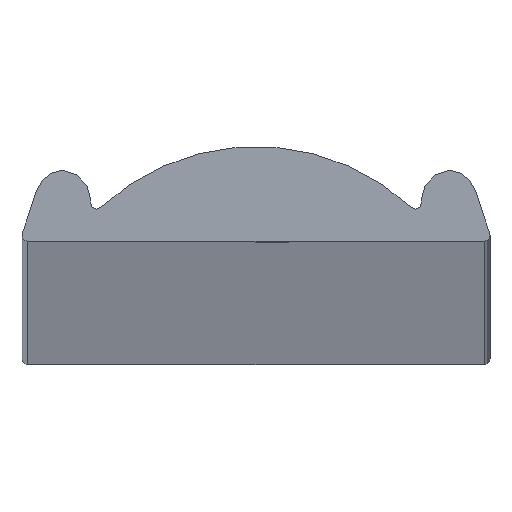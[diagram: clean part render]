
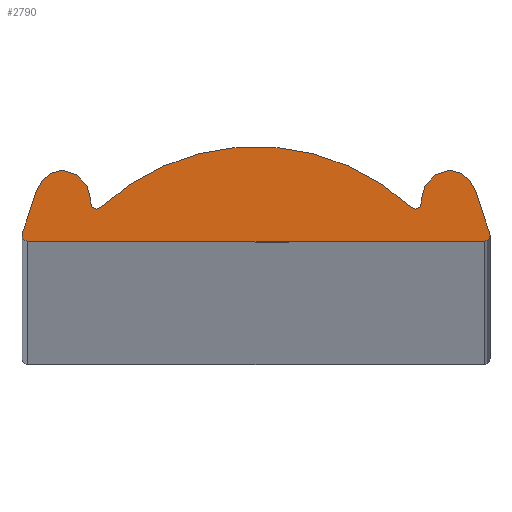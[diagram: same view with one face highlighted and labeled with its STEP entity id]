
A CAD part, top view. The second image highlights one B-rep face of the part: STEP entity #2790.
In plain terms, the highlighted planar face has unit normal (0, 0, 1).
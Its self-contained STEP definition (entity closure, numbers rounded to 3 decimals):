
#23 = EDGE_CURVE ( 'NONE', #5812, #6538, #2831, .T. ) ;
#33 = CARTESIAN_POINT ( 'NONE',  ( -9.89, 0.329, 0. ) ) ;
#65 = CARTESIAN_POINT ( 'NONE',  ( -9.903, 0.25, 0. ) ) ;
#160 = VERTEX_POINT ( 'NONE', #3780 ) ;
#171 = DIRECTION ( 'NONE',  ( -1., 0., 0. ) ) ;
#241 = LINE ( 'NONE', #9253, #2095 ) ;
#251 = CARTESIAN_POINT ( 'NONE',  ( 9.653, 0., 0. ) ) ;
#319 = CARTESIAN_POINT ( 'NONE',  ( -7., 1.598, 0. ) ) ;
#360 = ORIENTED_EDGE ( 'NONE', *, *, #7566, .T. ) ;
#472 = DIRECTION ( 'NONE',  ( 0., 0., 1. ) ) ;
#493 = CARTESIAN_POINT ( 'NONE',  ( 7., 1.75, 0. ) ) ;
#496 = VERTEX_POINT ( 'NONE', #8001 ) ;
#799 = CARTESIAN_POINT ( 'NONE',  ( -8.099, 1.75, 0. ) ) ;
#884 = DIRECTION ( 'NONE',  ( 0., 0., 1. ) ) ;
#949 = CIRCLE ( 'NONE', #9632, 0.25 ) ;
#1032 = ORIENTED_EDGE ( 'NONE', *, *, #4858, .F. ) ;
#1128 = VERTEX_POINT ( 'NONE', #9437 ) ;
#1279 = VECTOR ( 'NONE', #2577, 1000. ) ;
#1353 = CIRCLE ( 'NONE', #2633, 1.25 ) ;
#1407 = CARTESIAN_POINT ( 'NONE',  ( -8.25, 1.75, 0. ) ) ;
#1499 = VERTEX_POINT ( 'NONE', #3530 ) ;
#1503 = CARTESIAN_POINT ( 'NONE',  ( 9.653, 0.25, 0. ) ) ;
#1596 = DIRECTION ( 'NONE',  ( -1., 0., 0. ) ) ;
#1681 = EDGE_CURVE ( 'NONE', #2663, #10078, #6097, .T. ) ;
#1724 = CIRCLE ( 'NONE', #7832, 0.25 ) ;
#1860 = EDGE_LOOP ( 'NONE', ( #9531, #4343, #9843, #5145, #8110, #9737, #5740, #5960, #360, #2245, #7089, #6453, #4014, #1032, #7971, #3386 ) ) ;
#1923 = DIRECTION ( 'NONE',  ( 0., 0., -1. ) ) ;
#1952 = VERTEX_POINT ( 'NONE', #251 ) ;
#1985 = CARTESIAN_POINT ( 'NONE',  ( 6.75, 1.598, 0. ) ) ;
#2095 = VECTOR ( 'NONE', #5385, 1000. ) ;
#2123 = EDGE_CURVE ( 'NONE', #5637, #9074, #9650, .T. ) ;
#2190 = AXIS2_PLACEMENT_3D ( 'NONE', #6571, #1923, #7333 ) ;
#2204 = DIRECTION ( 'NONE',  ( -1., 0., 0. ) ) ;
#2245 = ORIENTED_EDGE ( 'NONE', *, *, #9511, .T. ) ;
#2290 = DIRECTION ( 'NONE',  ( -1., 0., 0. ) ) ;
#2577 = DIRECTION ( 'NONE',  ( 1., 0., 0. ) ) ;
#2633 = AXIS2_PLACEMENT_3D ( 'NONE', #1407, #6834, #2204 ) ;
#2663 = VERTEX_POINT ( 'NONE', #493 ) ;
#2720 = EDGE_CURVE ( 'NONE', #496, #1952, #3335, .T. ) ;
#2742 = PLANE ( 'NONE',  #6625 ) ;
#2763 = DIRECTION ( 'NONE',  ( -1., 0., 0. ) ) ;
#2780 = AXIS2_PLACEMENT_3D ( 'NONE', #1985, #7389, #2763 ) ;
#2790 = ADVANCED_FACE ( 'NONE', ( #8803 ), #2742, .F. ) ;
#2831 = LINE ( 'NONE', #7427, #6704 ) ;
#3054 = CARTESIAN_POINT ( 'NONE',  ( -6.58, 1.415, 0. ) ) ;
#3146 = DIRECTION ( 'NONE',  ( 0., 0., 1. ) ) ;
#3187 = CARTESIAN_POINT ( 'NONE',  ( 7., 1.598, 0. ) ) ;
#3252 = DIRECTION ( 'NONE',  ( 0., 0., 1. ) ) ;
#3307 = AXIS2_PLACEMENT_3D ( 'NONE', #7788, #3146, #8586 ) ;
#3335 = LINE ( 'NONE', #7979, #1279 ) ;
#3386 = ORIENTED_EDGE ( 'NONE', *, *, #23, .F. ) ;
#3388 = EDGE_CURVE ( 'NONE', #1499, #2663, #4311, .T. ) ;
#3505 = DIRECTION ( 'NONE',  ( 0., 0., -1. ) ) ;
#3530 = CARTESIAN_POINT ( 'NONE',  ( 8.175, 2.998, 0. ) ) ;
#3571 = DIRECTION ( 'NONE',  ( 0., -1., 0. ) ) ;
#3780 = CARTESIAN_POINT ( 'NONE',  ( 9.89, 0.329, 0. ) ) ;
#3784 = CARTESIAN_POINT ( 'NONE',  ( 0., -5.667, 0. ) ) ;
#3986 = LINE ( 'NONE', #9047, #8096 ) ;
#3990 = CIRCLE ( 'NONE', #6013, 1.25 ) ;
#4014 = ORIENTED_EDGE ( 'NONE', *, *, #5818, .T. ) ;
#4181 = CARTESIAN_POINT ( 'NONE',  ( 6.58, 1.415, 0. ) ) ;
#4191 = AXIS2_PLACEMENT_3D ( 'NONE', #3784, #9208, #4566 ) ;
#4311 = CIRCLE ( 'NONE', #3307, 1.25 ) ;
#4343 = ORIENTED_EDGE ( 'NONE', *, *, #7687, .T. ) ;
#4396 = EDGE_CURVE ( 'NONE', #5637, #1128, #241, .T. ) ;
#4509 = CIRCLE ( 'NONE', #4191, 9.667 ) ;
#4566 = DIRECTION ( 'NONE',  ( -1., 0., 0. ) ) ;
#4780 = EDGE_CURVE ( 'NONE', #5812, #8915, #1353, .T. ) ;
#4833 = DIRECTION ( 'NONE',  ( 0., 0., 1. ) ) ;
#4858 = EDGE_CURVE ( 'NONE', #6663, #9223, #4509, .T. ) ;
#4979 = AXIS2_PLACEMENT_3D ( 'NONE', #9475, #4833, #171 ) ;
#5032 = EDGE_CURVE ( 'NONE', #8193, #160, #1724, .T. ) ;
#5130 = CARTESIAN_POINT ( 'NONE',  ( 8.099, 1.75, 0. ) ) ;
#5145 = ORIENTED_EDGE ( 'NONE', *, *, #2123, .T. ) ;
#5385 = DIRECTION ( 'NONE',  ( 0.316, 0.949, 0. ) ) ;
#5403 = CARTESIAN_POINT ( 'NONE',  ( 7., 3., 0. ) ) ;
#5538 = CARTESIAN_POINT ( 'NONE',  ( -9.653, 0.25, 0. ) ) ;
#5566 = CIRCLE ( 'NONE', #9693, 1.25 ) ;
#5637 = VERTEX_POINT ( 'NONE', #33 ) ;
#5740 = ORIENTED_EDGE ( 'NONE', *, *, #9719, .T. ) ;
#5812 = VERTEX_POINT ( 'NONE', #8140 ) ;
#5818 = EDGE_CURVE ( 'NONE', #10078, #9223, #6317, .T. ) ;
#5912 = DIRECTION ( 'NONE',  ( -1., 0., 0. ) ) ;
#5960 = ORIENTED_EDGE ( 'NONE', *, *, #5032, .T. ) ;
#6013 = AXIS2_PLACEMENT_3D ( 'NONE', #5130, #472, #5912 ) ;
#6097 = LINE ( 'NONE', #5403, #9971 ) ;
#6186 = DIRECTION ( 'NONE',  ( 0., -1., 0. ) ) ;
#6246 = DIRECTION ( 'NONE',  ( 0., 0., 1. ) ) ;
#6301 = AXIS2_PLACEMENT_3D ( 'NONE', #5538, #884, #6316 ) ;
#6316 = DIRECTION ( 'NONE',  ( -1., 0., 0. ) ) ;
#6317 = CIRCLE ( 'NONE', #2780, 0.25 ) ;
#6370 = VERTEX_POINT ( 'NONE', #9823 ) ;
#6453 = ORIENTED_EDGE ( 'NONE', *, *, #1681, .T. ) ;
#6538 = VERTEX_POINT ( 'NONE', #319 ) ;
#6571 = CARTESIAN_POINT ( 'NONE',  ( -6.75, 1.598, 0. ) ) ;
#6625 = AXIS2_PLACEMENT_3D ( 'NONE', #7365, #3505, #8941 ) ;
#6653 = CIRCLE ( 'NONE', #2190, 0.25 ) ;
#6663 = VERTEX_POINT ( 'NONE', #3054 ) ;
#6704 = VECTOR ( 'NONE', #3571, 1000. ) ;
#6732 = CARTESIAN_POINT ( 'NONE',  ( -8.175, 2.998, 0. ) ) ;
#6834 = DIRECTION ( 'NONE',  ( 0., 0., 1. ) ) ;
#6912 = DIRECTION ( 'NONE',  ( 0., 0., 1. ) ) ;
#7089 = ORIENTED_EDGE ( 'NONE', *, *, #3388, .T. ) ;
#7301 = EDGE_CURVE ( 'NONE', #9074, #496, #7977, .T. ) ;
#7333 = DIRECTION ( 'NONE',  ( -1., 0., 0. ) ) ;
#7365 = CARTESIAN_POINT ( 'NONE',  ( 0., -5.667, 0. ) ) ;
#7389 = DIRECTION ( 'NONE',  ( 0., 0., -1. ) ) ;
#7427 = CARTESIAN_POINT ( 'NONE',  ( -7., 3., 0. ) ) ;
#7566 = EDGE_CURVE ( 'NONE', #160, #6370, #3986, .T. ) ;
#7687 = EDGE_CURVE ( 'NONE', #8915, #1128, #5566, .T. ) ;
#7788 = CARTESIAN_POINT ( 'NONE',  ( 8.25, 1.75, 0. ) ) ;
#7832 = AXIS2_PLACEMENT_3D ( 'NONE', #1503, #6912, #2290 ) ;
#7894 = CARTESIAN_POINT ( 'NONE',  ( 9.653, 0.25, 0. ) ) ;
#7971 = ORIENTED_EDGE ( 'NONE', *, *, #9784, .T. ) ;
#7977 = CIRCLE ( 'NONE', #4979, 0.25 ) ;
#7979 = CARTESIAN_POINT ( 'NONE',  ( -10., 0., 0. ) ) ;
#8001 = CARTESIAN_POINT ( 'NONE',  ( -9.653, 0., 0. ) ) ;
#8096 = VECTOR ( 'NONE', #9824, 1000. ) ;
#8110 = ORIENTED_EDGE ( 'NONE', *, *, #7301, .T. ) ;
#8140 = CARTESIAN_POINT ( 'NONE',  ( -7., 1.75, 0. ) ) ;
#8193 = VERTEX_POINT ( 'NONE', #9470 ) ;
#8586 = DIRECTION ( 'NONE',  ( -1., 0., 0. ) ) ;
#8693 = DIRECTION ( 'NONE',  ( -1., 0., 0. ) ) ;
#8803 = FACE_OUTER_BOUND ( 'NONE', #1860, .T. ) ;
#8915 = VERTEX_POINT ( 'NONE', #6732 ) ;
#8941 = DIRECTION ( 'NONE',  ( -1., 0., 0. ) ) ;
#9047 = CARTESIAN_POINT ( 'NONE',  ( 10., 0., 0. ) ) ;
#9074 = VERTEX_POINT ( 'NONE', #65 ) ;
#9208 = DIRECTION ( 'NONE',  ( 0., 0., -1. ) ) ;
#9223 = VERTEX_POINT ( 'NONE', #4181 ) ;
#9253 = CARTESIAN_POINT ( 'NONE',  ( -10., 0., 0. ) ) ;
#9437 = CARTESIAN_POINT ( 'NONE',  ( -9.285, 2.145, 0. ) ) ;
#9470 = CARTESIAN_POINT ( 'NONE',  ( 9.903, 0.25, 0. ) ) ;
#9475 = CARTESIAN_POINT ( 'NONE',  ( -9.653, 0.25, 0. ) ) ;
#9511 = EDGE_CURVE ( 'NONE', #6370, #1499, #3990, .T. ) ;
#9531 = ORIENTED_EDGE ( 'NONE', *, *, #4780, .T. ) ;
#9632 = AXIS2_PLACEMENT_3D ( 'NONE', #7894, #3252, #8693 ) ;
#9650 = CIRCLE ( 'NONE', #6301, 0.25 ) ;
#9693 = AXIS2_PLACEMENT_3D ( 'NONE', #799, #6246, #1596 ) ;
#9719 = EDGE_CURVE ( 'NONE', #1952, #8193, #949, .T. ) ;
#9737 = ORIENTED_EDGE ( 'NONE', *, *, #2720, .T. ) ;
#9784 = EDGE_CURVE ( 'NONE', #6663, #6538, #6653, .T. ) ;
#9823 = CARTESIAN_POINT ( 'NONE',  ( 9.285, 2.145, 0. ) ) ;
#9824 = DIRECTION ( 'NONE',  ( -0.316, 0.949, 0. ) ) ;
#9843 = ORIENTED_EDGE ( 'NONE', *, *, #4396, .F. ) ;
#9971 = VECTOR ( 'NONE', #6186, 1000. ) ;
#10078 = VERTEX_POINT ( 'NONE', #3187 ) ;
